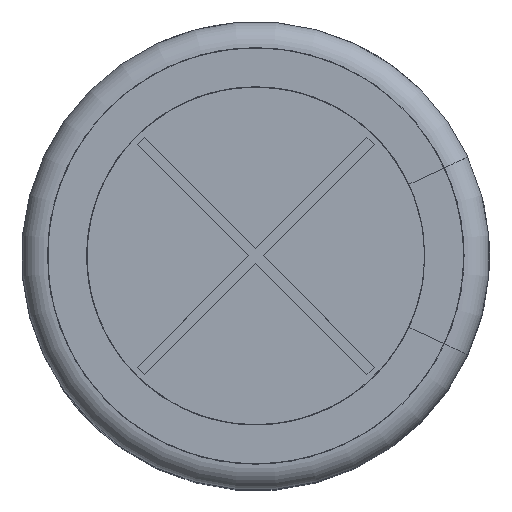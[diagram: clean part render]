
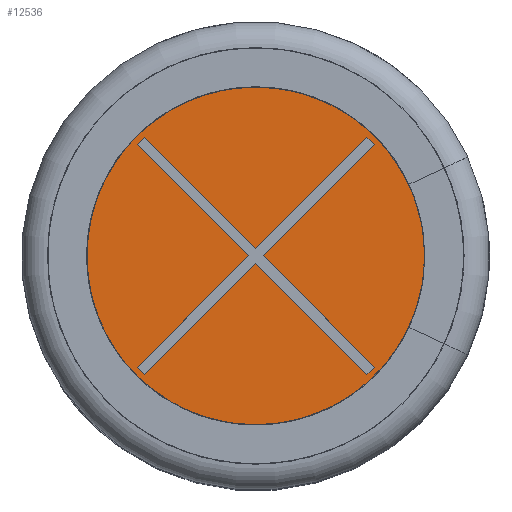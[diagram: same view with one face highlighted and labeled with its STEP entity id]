
A CAD part, top view. The second image highlights one B-rep face of the part: STEP entity #12536.
In plain terms, the highlighted planar face has unit normal (0, 0, 1).
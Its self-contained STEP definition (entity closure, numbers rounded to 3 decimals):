
#1048=LINE('',#25135,#1717);
#1051=LINE('',#25141,#1720);
#1053=LINE('',#25145,#1722);
#1055=LINE('',#25149,#1724);
#1057=LINE('',#25153,#1726);
#1059=LINE('',#25157,#1728);
#1061=LINE('',#25161,#1730);
#1063=LINE('',#25165,#1732);
#1065=LINE('',#25169,#1734);
#1067=LINE('',#25173,#1736);
#1069=LINE('',#25177,#1738);
#1071=LINE('',#25181,#1740);
#1717=VECTOR('',#15683,1000.);
#1720=VECTOR('',#15688,1000.);
#1722=VECTOR('',#15692,1000.);
#1724=VECTOR('',#15696,1000.);
#1726=VECTOR('',#15700,1000.);
#1728=VECTOR('',#15704,1000.);
#1730=VECTOR('',#15708,1000.);
#1732=VECTOR('',#15712,1000.);
#1734=VECTOR('',#15716,1000.);
#1736=VECTOR('',#15720,1000.);
#1738=VECTOR('',#15724,1000.);
#1740=VECTOR('',#15728,1000.);
#4348=ORIENTED_EDGE('',*,*,#5608,.T.);
#4349=ORIENTED_EDGE('',*,*,#5631,.T.);
#4350=ORIENTED_EDGE('',*,*,#5629,.T.);
#4351=ORIENTED_EDGE('',*,*,#5627,.T.);
#4352=ORIENTED_EDGE('',*,*,#5625,.T.);
#4353=ORIENTED_EDGE('',*,*,#5623,.T.);
#4354=ORIENTED_EDGE('',*,*,#5621,.T.);
#4355=ORIENTED_EDGE('',*,*,#5619,.T.);
#4356=ORIENTED_EDGE('',*,*,#5617,.T.);
#4357=ORIENTED_EDGE('',*,*,#5615,.T.);
#4358=ORIENTED_EDGE('',*,*,#5613,.T.);
#4359=ORIENTED_EDGE('',*,*,#5611,.T.);
#4360=ORIENTED_EDGE('',*,*,#5635,.F.);
#5608=EDGE_CURVE('',#6485,#6486,#1048,.T.);
#5611=EDGE_CURVE('',#6487,#6485,#1051,.T.);
#5613=EDGE_CURVE('',#6488,#6487,#1053,.T.);
#5615=EDGE_CURVE('',#6489,#6488,#1055,.T.);
#5617=EDGE_CURVE('',#6490,#6489,#1057,.T.);
#5619=EDGE_CURVE('',#6491,#6490,#1059,.T.);
#5621=EDGE_CURVE('',#6492,#6491,#1061,.T.);
#5623=EDGE_CURVE('',#6493,#6492,#1063,.T.);
#5625=EDGE_CURVE('',#6494,#6493,#1065,.T.);
#5627=EDGE_CURVE('',#6495,#6494,#1067,.T.);
#5629=EDGE_CURVE('',#6496,#6495,#1069,.T.);
#5631=EDGE_CURVE('',#6486,#6496,#1071,.T.);
#5635=EDGE_CURVE('',#6500,#6500,#6809,.T.);
#6485=VERTEX_POINT('',#25136);
#6486=VERTEX_POINT('',#25137);
#6487=VERTEX_POINT('',#25142);
#6488=VERTEX_POINT('',#25146);
#6489=VERTEX_POINT('',#25150);
#6490=VERTEX_POINT('',#25154);
#6491=VERTEX_POINT('',#25158);
#6492=VERTEX_POINT('',#25162);
#6493=VERTEX_POINT('',#25166);
#6494=VERTEX_POINT('',#25170);
#6495=VERTEX_POINT('',#25174);
#6496=VERTEX_POINT('',#25178);
#6500=VERTEX_POINT('',#25192);
#6809=CIRCLE('',#13388,8.012);
#7430=EDGE_LOOP('',(#4348,#4349,#4350,#4351,#4352,#4353,#4354,#4355,#4356,
#4357,#4358,#4359));
#7431=EDGE_LOOP('',(#4360));
#8060=FACE_BOUND('',#7430,.T.);
#8061=FACE_BOUND('',#7431,.T.);
#8394=PLANE('',#13389);
#12536=ADVANCED_FACE('',(#8060,#8061),#8394,.T.);
#13388=AXIS2_PLACEMENT_3D('',#25191,#15741,#15742);
#13389=AXIS2_PLACEMENT_3D('',#25193,#15743,#15744);
#15683=DIRECTION('',(0.707,0.707,0.));
#15688=DIRECTION('',(-0.707,0.707,0.));
#15692=DIRECTION('',(0.707,0.707,0.));
#15696=DIRECTION('',(-0.707,0.707,0.));
#15700=DIRECTION('',(-0.707,-0.707,0.));
#15704=DIRECTION('',(-0.707,0.707,0.));
#15708=DIRECTION('',(-0.707,-0.707,0.));
#15712=DIRECTION('',(0.707,-0.707,0.));
#15716=DIRECTION('',(-0.707,-0.707,0.));
#15720=DIRECTION('',(0.707,-0.707,0.));
#15724=DIRECTION('',(0.707,0.707,0.));
#15728=DIRECTION('',(0.707,-0.707,0.));
#15741=DIRECTION('',(0.,0.,-1.));
#15742=DIRECTION('',(-1.,0.,0.));
#15743=DIRECTION('',(0.,0.,1.));
#15744=DIRECTION('',(1.,0.,0.));
#25135=CARTESIAN_POINT('',(-4.276,4.559,20.78));
#25136=CARTESIAN_POINT('',(-4.559,4.276,20.78));
#25137=CARTESIAN_POINT('',(-4.276,4.559,20.78));
#25141=CARTESIAN_POINT('',(-0.283,0.,20.78));
#25142=CARTESIAN_POINT('',(-0.283,0.,20.78));
#25145=CARTESIAN_POINT('',(-0.283,0.,20.78));
#25146=CARTESIAN_POINT('',(-4.559,-4.276,20.78));
#25149=CARTESIAN_POINT('',(-4.276,-4.559,20.78));
#25150=CARTESIAN_POINT('',(-4.276,-4.559,20.78));
#25153=CARTESIAN_POINT('',(0.,-0.283,20.78));
#25154=CARTESIAN_POINT('',(0.,-0.283,20.78));
#25157=CARTESIAN_POINT('',(0.,-0.283,20.78));
#25158=CARTESIAN_POINT('',(4.276,-4.559,20.78));
#25161=CARTESIAN_POINT('',(4.559,-4.276,20.78));
#25162=CARTESIAN_POINT('',(4.559,-4.276,20.78));
#25165=CARTESIAN_POINT('',(0.283,0.,20.78));
#25166=CARTESIAN_POINT('',(0.283,0.,20.78));
#25169=CARTESIAN_POINT('',(0.283,0.,20.78));
#25170=CARTESIAN_POINT('',(4.559,4.276,20.78));
#25173=CARTESIAN_POINT('',(4.559,4.276,20.78));
#25174=CARTESIAN_POINT('',(4.276,4.559,20.78));
#25177=CARTESIAN_POINT('',(0.,0.283,20.78));
#25178=CARTESIAN_POINT('',(0.,0.283,20.78));
#25181=CARTESIAN_POINT('',(0.,0.283,20.78));
#25191=CARTESIAN_POINT('',(0.,0.,20.78));
#25192=CARTESIAN_POINT('',(-8.012,0.,20.78));
#25193=CARTESIAN_POINT('',(-8.012,0.,20.78));
